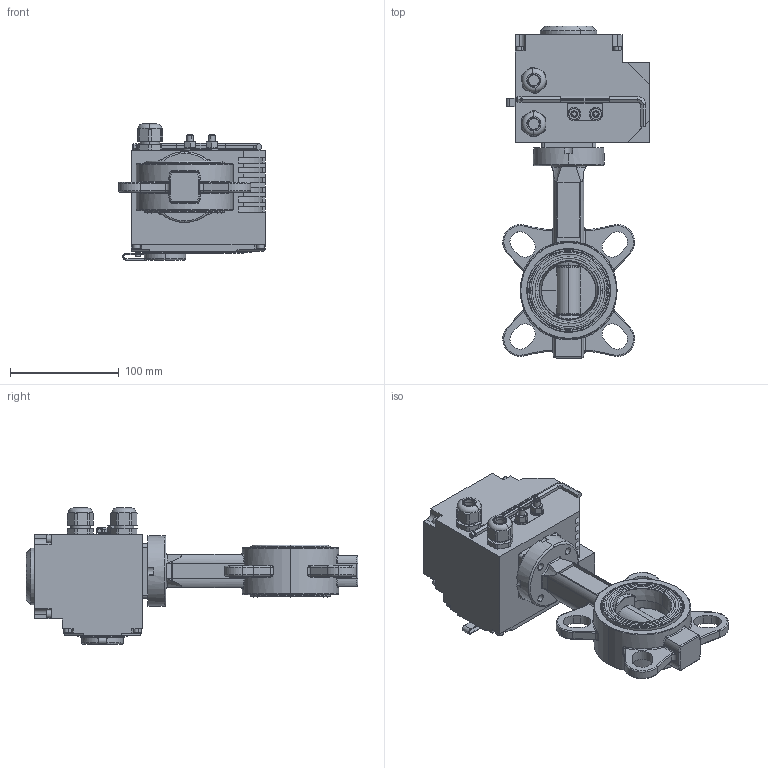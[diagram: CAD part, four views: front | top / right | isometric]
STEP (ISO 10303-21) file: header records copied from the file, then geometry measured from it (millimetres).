
FILE_DESCRIPTION (( 'STEP AP203' ), '1' );
FILE_NAME ('J9_DN50_AOX.STEP', '2023-02-17T08:22:07', ( '' ), ( '' ), 'SwSTEP 2.0', 'SolidWorks 2017', '' );
FILE_SCHEMA (( 'CONFIG_CONTROL_DESIGN' ));
Length unit declared in the file: millimetre
Products named in the file (1): J9_DN50_AOX
Bounding box: 134.55 x 305 x 125 mm (x, y, z)
Volume: 1414263.9 mm3; surface area: 140547.2 mm2
Topology: 1 solids, 4 shells, 986 faces, 2500 edges, 1531 vertices
Faces by surface type: plane 427, cylinder 256, cone 126, torus 125, bspline 44, sphere 8
Entity records: 32173 total; most frequent: CARTESIAN_POINT 8740, ORIENTED_EDGE 4912, DIRECTION 4900, EDGE_CURVE 2456, AXIS2_PLACEMENT_3D 1847, VERTEX_POINT 1531, VECTOR 1206, LINE 1206
